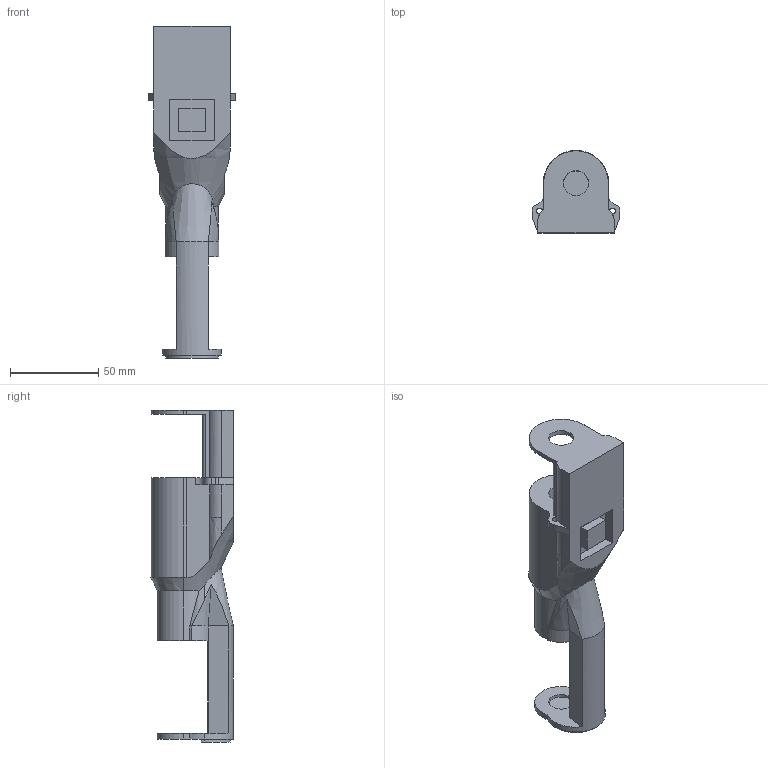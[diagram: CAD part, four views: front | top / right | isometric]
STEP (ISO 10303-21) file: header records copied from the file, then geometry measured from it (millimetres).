
FILE_DESCRIPTION (( 'STEP AP214' ), '1' );
FILE_NAME ('head-center.STEP', '2024-04-22T10:06:50', ( '' ), ( '' ), 'SwSTEP 2.0', 'SolidWorks 2023', '' );
FILE_SCHEMA (( 'AUTOMOTIVE_DESIGN' ));
Length unit declared in the file: millimetre
Products named in the file (1): head-center
Bounding box: 49.85 x 46.99 x 188.33 mm (x, y, z)
Volume: 141787 mm3; surface area: 32685.2 mm2
Topology: 1 solids, 1 shells, 93 faces, 259 edges, 168 vertices
Faces by surface type: plane 41, cylinder 41, cone 7, bspline 4
Entity records: 3449 total; most frequent: CARTESIAN_POINT 1017, ORIENTED_EDGE 518, DIRECTION 496, EDGE_CURVE 259, AXIS2_PLACEMENT_3D 179, VERTEX_POINT 168, VECTOR 138, LINE 138
